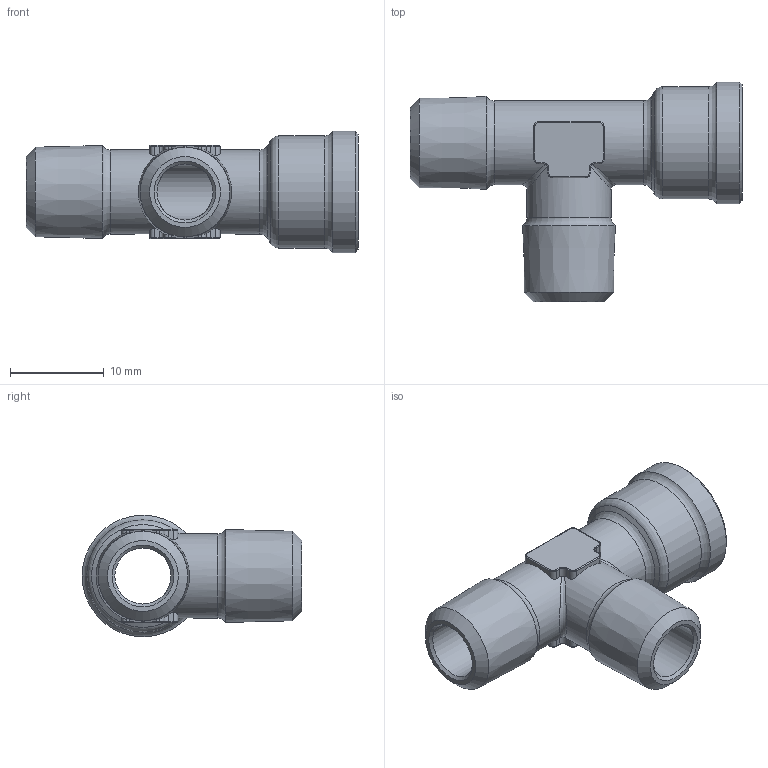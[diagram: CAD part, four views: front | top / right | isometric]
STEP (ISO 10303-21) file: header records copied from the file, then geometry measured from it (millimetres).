
FILE_DESCRIPTION(( 'RAL.47.18.18.stp' ), '1');
FILE_NAME( 'RAL.47.18.18.stp', '2021-02-22T10:32:20',( 'Sopra'),('sopra-pneumatic.com'), 'SwSTEP 2.0','SolidWorks 2009','' );
FILE_SCHEMA( ( 'CONFIG_CONTROL_DESIGN' ) );
Length unit declared in the file: millimetre
Products named in the file (1): NONE
Bounding box: 35.5 x 23.5 x 13 mm (x, y, z)
Volume: 2173.2 mm3; surface area: 2637.9 mm2
Topology: 1 solids, 1 shells, 93 faces, 231 edges, 139 vertices
Faces by surface type: cylinder 39, torus 21, plane 21, cone 10, bspline 2
Full cylindrical faces by diameter (mm): 6 x2, 8.5 x1, 9 x2, 12 x1, 13 x1
Entity records: 2931 total; most frequent: CARTESIAN_POINT 833, DIRECTION 446, ORIENTED_EDGE 396, EDGE_CURVE 198, AXIS2_PLACEMENT_3D 186, VERTEX_POINT 130, EDGE_LOOP 120, FACE_OUTER_BOUND 105
